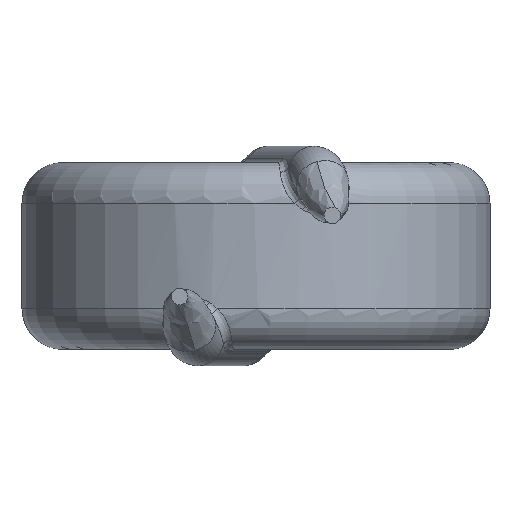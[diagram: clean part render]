
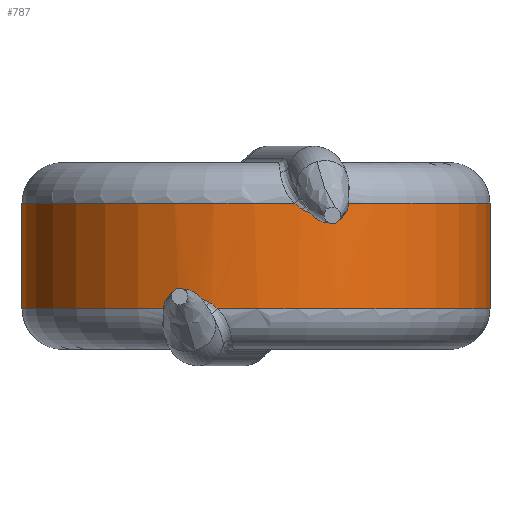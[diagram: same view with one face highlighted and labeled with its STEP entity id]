
A CAD part, front view. The second image highlights one B-rep face of the part: STEP entity #787.
In plain terms, the highlighted cylindrical face has radius 11.5 mm (diameter 23 mm), a partial arc.
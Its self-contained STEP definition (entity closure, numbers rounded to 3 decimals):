
#24 = CARTESIAN_POINT ( 'NONE',  ( -11.5, 16.5, -2.59 ) ) ;
#75 = DIRECTION ( 'NONE',  ( -1., 0., 0. ) ) ;
#130 = CARTESIAN_POINT ( 'NONE',  ( 3.578, 5.57, 2.269 ) ) ;
#131 = CARTESIAN_POINT ( 'NONE',  ( 2.323, 5.237, 2.257 ) ) ;
#156 = EDGE_CURVE ( 'NONE', #1687, #2165, #322, .T. ) ;
#193 = CYLINDRICAL_SURFACE ( 'NONE', #994, 11.5 ) ;
#196 = CARTESIAN_POINT ( 'NONE',  ( -3.182, 5.448, -2.108 ) ) ;
#219 = VERTEX_POINT ( 'NONE', #1259 ) ;
#232 = CARTESIAN_POINT ( 'NONE',  ( 2.323, 5.237, 2.257 ) ) ;
#237 = EDGE_LOOP ( 'NONE', ( #2149, #419, #1514, #2264, #408, #245, #2007, #1810, #1645, #1797, #1205, #1680 ) ) ;
#244 = EDGE_CURVE ( 'NONE', #614, #846, #2113, .T. ) ;
#245 = ORIENTED_EDGE ( 'NONE', *, *, #244, .T. ) ;
#306 = CARTESIAN_POINT ( 'NONE',  ( 3.789, 5.641, 2.413 ) ) ;
#321 = CARTESIAN_POINT ( 'NONE',  ( 0., 16.5, 2.59 ) ) ;
#322 = CIRCLE ( 'NONE', #2344, 11.5 ) ;
#347 = EDGE_CURVE ( 'NONE', #2228, #1877, #2310, .T. ) ;
#368 = LINE ( 'NONE', #1789, #683 ) ;
#381 = FACE_OUTER_BOUND ( 'NONE', #237, .T. ) ;
#408 = ORIENTED_EDGE ( 'NONE', *, *, #1417, .T. ) ;
#410 = CARTESIAN_POINT ( 'NONE',  ( 3.974, 5.709, 2.59 ) ) ;
#419 = ORIENTED_EDGE ( 'NONE', *, *, #1666, .T. ) ;
#480 = AXIS2_PLACEMENT_3D ( 'NONE', #650, #1739, #75 ) ;
#500 = CARTESIAN_POINT ( 'NONE',  ( -3.464, 5.533, -2.209 ) ) ;
#503 = CARTESIAN_POINT ( 'NONE',  ( 3.974, 5.709, 2.59 ) ) ;
#539 = CARTESIAN_POINT ( 'NONE',  ( 2.028, 5.179, 2.458 ) ) ;
#545 = CARTESIAN_POINT ( 'NONE',  ( -3.344, 5.497, -2.166 ) ) ;
#556 = EDGE_CURVE ( 'NONE', #1273, #1015, #1559, .T. ) ;
#562 = EDGE_CURVE ( 'NONE', #219, #2165, #368, .T. ) ;
#565 = VECTOR ( 'NONE', #1133, 1000. ) ;
#578 = CARTESIAN_POINT ( 'NONE',  ( -1.904, 5.159, -2.59 ) ) ;
#584 = B_SPLINE_CURVE_WITH_KNOTS ( 'NONE', 3,
 ( #1404, #1541, #858, #2285, #652, #1575 ),
 .UNSPECIFIED., .F., .F.,
 ( 4, 2, 4 ),
 ( 0., 0.5, 1. ),
 .UNSPECIFIED. ) ;
#588 = VERTEX_POINT ( 'NONE', #232 ) ;
#602 = CARTESIAN_POINT ( 'NONE',  ( -11.5, 16.5, 4.59 ) ) ;
#610 = AXIS2_PLACEMENT_3D ( 'NONE', #1527, #2246, #1328 ) ;
#614 = VERTEX_POINT ( 'NONE', #1180 ) ;
#650 = CARTESIAN_POINT ( 'NONE',  ( 0., 16.5, -2.59 ) ) ;
#652 = CARTESIAN_POINT ( 'NONE',  ( 2.476, 5.269, 2.172 ) ) ;
#683 = VECTOR ( 'NONE', #905, 1000. ) ;
#725 = CARTESIAN_POINT ( 'NONE',  ( 2.166, 5.205, 2.345 ) ) ;
#742 = VERTEX_POINT ( 'NONE', #24 ) ;
#776 = CARTESIAN_POINT ( 'NONE',  ( 0., 16.5, 4.59 ) ) ;
#778 = CARTESIAN_POINT ( 'NONE',  ( -2.323, 5.237, -2.257 ) ) ;
#780 = CARTESIAN_POINT ( 'NONE',  ( -3.344, 5.497, -2.166 ) ) ;
#787 = ADVANCED_FACE ( 'NONE', ( #381 ), #193, .T. ) ;
#816 = CARTESIAN_POINT ( 'NONE',  ( -3.974, 5.709, -2.59 ) ) ;
#823 = B_SPLINE_CURVE_WITH_KNOTS ( 'NONE', 3,
 ( #778, #1842, #838, #1688 ),
 .UNSPECIFIED., .F., .F.,
 ( 4, 4 ),
 ( 0.002, 0.002 ),
 .UNSPECIFIED. ) ;
#838 = CARTESIAN_POINT ( 'NONE',  ( -2.028, 5.179, -2.458 ) ) ;
#846 = VERTEX_POINT ( 'NONE', #1225 ) ;
#858 = CARTESIAN_POINT ( 'NONE',  ( 3.009, 5.399, 2.087 ) ) ;
#880 = CARTESIAN_POINT ( 'NONE',  ( 3.464, 5.533, 2.209 ) ) ;
#883 = AXIS2_PLACEMENT_3D ( 'NONE', #321, #1443, #1075 ) ;
#905 = DIRECTION ( 'NONE',  ( 0., 0., -1. ) ) ;
#930 = B_SPLINE_CURVE_WITH_KNOTS ( 'NONE', 3,
 ( #131, #725, #539, #2334 ),
 .UNSPECIFIED., .F., .F.,
 ( 4, 4 ),
 ( 0.002, 0.002 ),
 .UNSPECIFIED. ) ;
#994 = AXIS2_PLACEMENT_3D ( 'NONE', #776, #1351, #1502 ) ;
#1015 = VERTEX_POINT ( 'NONE', #2103 ) ;
#1028 = DIRECTION ( 'NONE',  ( 0., 0., 1. ) ) ;
#1043 = EDGE_CURVE ( 'NONE', #1015, #588, #584, .T. ) ;
#1047 = EDGE_CURVE ( 'NONE', #1980, #2228, #1128, .T. ) ;
#1075 = DIRECTION ( 'NONE',  ( 1., 0., 0. ) ) ;
#1128 = B_SPLINE_CURVE_WITH_KNOTS ( 'NONE', 3,
 ( #2247, #1728, #1564, #1238, #500, #1920 ),
 .UNSPECIFIED., .F., .F.,
 ( 4, 2, 4 ),
 ( 0., 0., 0.001 ),
 .UNSPECIFIED. ) ;
#1133 = DIRECTION ( 'NONE',  ( 0., 0., -1. ) ) ;
#1180 = CARTESIAN_POINT ( 'NONE',  ( 1.904, 5.159, 2.59 ) ) ;
#1205 = ORIENTED_EDGE ( 'NONE', *, *, #1345, .T. ) ;
#1225 = CARTESIAN_POINT ( 'NONE',  ( -11.5, 16.5, 2.59 ) ) ;
#1237 = DIRECTION ( 'NONE',  ( -1., 0., 0. ) ) ;
#1238 = CARTESIAN_POINT ( 'NONE',  ( -3.578, 5.57, -2.269 ) ) ;
#1250 = CARTESIAN_POINT ( 'NONE',  ( 3.344, 5.497, 2.166 ) ) ;
#1259 = CARTESIAN_POINT ( 'NONE',  ( 11.5, 16.5, 2.59 ) ) ;
#1273 = VERTEX_POINT ( 'NONE', #410 ) ;
#1293 = LINE ( 'NONE', #602, #565 ) ;
#1302 = CIRCLE ( 'NONE', #610, 11.5 ) ;
#1328 = DIRECTION ( 'NONE',  ( 1., 0., 0. ) ) ;
#1345 = EDGE_CURVE ( 'NONE', #1877, #1687, #823, .T. ) ;
#1351 = DIRECTION ( 'NONE',  ( 0., 0., -1. ) ) ;
#1404 = CARTESIAN_POINT ( 'NONE',  ( 3.344, 5.497, 2.166 ) ) ;
#1413 = CARTESIAN_POINT ( 'NONE',  ( 0., 16.5, -2.59 ) ) ;
#1417 = EDGE_CURVE ( 'NONE', #588, #614, #930, .T. ) ;
#1443 = DIRECTION ( 'NONE',  ( 0., 0., -1. ) ) ;
#1469 = CARTESIAN_POINT ( 'NONE',  ( -3.009, 5.399, -2.087 ) ) ;
#1491 = CARTESIAN_POINT ( 'NONE',  ( -2.476, 5.269, -2.172 ) ) ;
#1502 = DIRECTION ( 'NONE',  ( -1., 0., 0. ) ) ;
#1514 = ORIENTED_EDGE ( 'NONE', *, *, #556, .T. ) ;
#1527 = CARTESIAN_POINT ( 'NONE',  ( 0., 16.5, 2.59 ) ) ;
#1541 = CARTESIAN_POINT ( 'NONE',  ( 3.182, 5.448, 2.108 ) ) ;
#1559 = B_SPLINE_CURVE_WITH_KNOTS ( 'NONE', 3,
 ( #503, #1938, #306, #130, #880, #1250 ),
 .UNSPECIFIED., .F., .F.,
 ( 4, 2, 4 ),
 ( 0., 0., 0.001 ),
 .UNSPECIFIED. ) ;
#1564 = CARTESIAN_POINT ( 'NONE',  ( -3.789, 5.641, -2.413 ) ) ;
#1565 = CARTESIAN_POINT ( 'NONE',  ( -2.323, 5.237, -2.257 ) ) ;
#1575 = CARTESIAN_POINT ( 'NONE',  ( 2.323, 5.237, 2.257 ) ) ;
#1618 = CARTESIAN_POINT ( 'NONE',  ( 11.5, 16.5, -2.59 ) ) ;
#1645 = ORIENTED_EDGE ( 'NONE', *, *, #1047, .T. ) ;
#1657 = CARTESIAN_POINT ( 'NONE',  ( -2.644, 5.307, -2.121 ) ) ;
#1666 = EDGE_CURVE ( 'NONE', #219, #1273, #1302, .T. ) ;
#1680 = ORIENTED_EDGE ( 'NONE', *, *, #156, .T. ) ;
#1687 = VERTEX_POINT ( 'NONE', #578 ) ;
#1688 = CARTESIAN_POINT ( 'NONE',  ( -1.904, 5.159, -2.59 ) ) ;
#1728 = CARTESIAN_POINT ( 'NONE',  ( -3.885, 5.676, -2.496 ) ) ;
#1739 = DIRECTION ( 'NONE',  ( 0., 0., 1. ) ) ;
#1789 = CARTESIAN_POINT ( 'NONE',  ( 11.5, 16.5, 4.59 ) ) ;
#1797 = ORIENTED_EDGE ( 'NONE', *, *, #347, .T. ) ;
#1807 = EDGE_CURVE ( 'NONE', #846, #742, #1293, .T. ) ;
#1810 = ORIENTED_EDGE ( 'NONE', *, *, #2320, .T. ) ;
#1842 = CARTESIAN_POINT ( 'NONE',  ( -2.166, 5.205, -2.345 ) ) ;
#1877 = VERTEX_POINT ( 'NONE', #1565 ) ;
#1920 = CARTESIAN_POINT ( 'NONE',  ( -3.344, 5.497, -2.166 ) ) ;
#1938 = CARTESIAN_POINT ( 'NONE',  ( 3.885, 5.676, 2.496 ) ) ;
#1980 = VERTEX_POINT ( 'NONE', #816 ) ;
#2007 = ORIENTED_EDGE ( 'NONE', *, *, #1807, .T. ) ;
#2020 = CIRCLE ( 'NONE', #480, 11.5 ) ;
#2103 = CARTESIAN_POINT ( 'NONE',  ( 3.344, 5.497, 2.166 ) ) ;
#2113 = CIRCLE ( 'NONE', #883, 11.5 ) ;
#2149 = ORIENTED_EDGE ( 'NONE', *, *, #562, .F. ) ;
#2165 = VERTEX_POINT ( 'NONE', #1618 ) ;
#2176 = CARTESIAN_POINT ( 'NONE',  ( -2.323, 5.237, -2.257 ) ) ;
#2228 = VERTEX_POINT ( 'NONE', #545 ) ;
#2246 = DIRECTION ( 'NONE',  ( 0., 0., -1. ) ) ;
#2247 = CARTESIAN_POINT ( 'NONE',  ( -3.974, 5.709, -2.59 ) ) ;
#2264 = ORIENTED_EDGE ( 'NONE', *, *, #1043, .T. ) ;
#2285 = CARTESIAN_POINT ( 'NONE',  ( 2.644, 5.307, 2.121 ) ) ;
#2310 = B_SPLINE_CURVE_WITH_KNOTS ( 'NONE', 3,
 ( #780, #196, #1469, #1657, #1491, #2176 ),
 .UNSPECIFIED., .F., .F.,
 ( 4, 2, 4 ),
 ( 0., 0.5, 1. ),
 .UNSPECIFIED. ) ;
#2320 = EDGE_CURVE ( 'NONE', #742, #1980, #2020, .T. ) ;
#2334 = CARTESIAN_POINT ( 'NONE',  ( 1.904, 5.159, 2.59 ) ) ;
#2344 = AXIS2_PLACEMENT_3D ( 'NONE', #1413, #1028, #1237 ) ;
